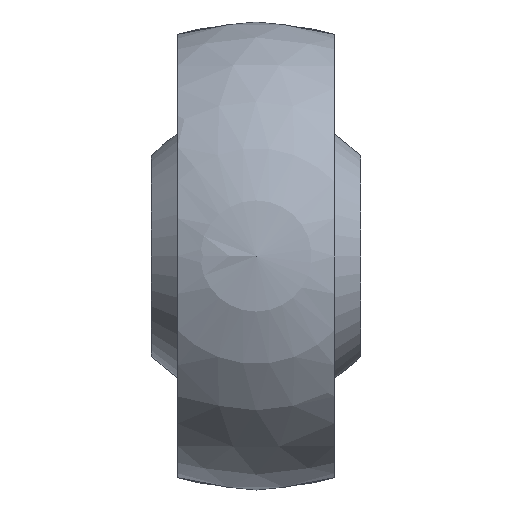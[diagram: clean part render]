
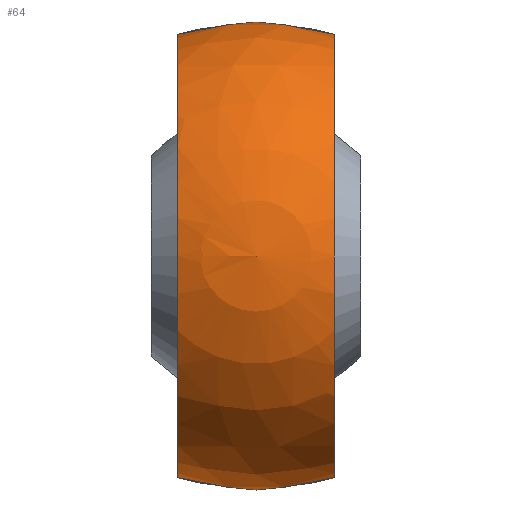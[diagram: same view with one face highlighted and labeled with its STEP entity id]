
A CAD part, left-side view. The second image highlights one B-rep face of the part: STEP entity #64.
In plain terms, the highlighted spherical face has radius 9 mm.
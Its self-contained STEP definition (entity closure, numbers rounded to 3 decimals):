
#64 = ADVANCED_FACE( '', ( #136, #137 ), #138, .T. );
#136 = FACE_BOUND( '', #206, .T. );
#137 = FACE_OUTER_BOUND( '', #207, .T. );
#138 = SPHERICAL_SURFACE( '', #208, 9. );
#206 = VERTEX_LOOP( '', #299 );
#207 = EDGE_LOOP( '', ( #300, #301, #302, #303 ) );
#208 = AXIS2_PLACEMENT_3D( '', #304, #305, #306 );
#299 = VERTEX_POINT( '', #357 );
#300 = ORIENTED_EDGE( '', *, *, #352, .F. );
#301 = ORIENTED_EDGE( '', *, *, #340, .T. );
#302 = ORIENTED_EDGE( '', *, *, #353, .F. );
#303 = ORIENTED_EDGE( '', *, *, #349, .T. );
#304 = CARTESIAN_POINT( '', ( 0., 0., 0. ) );
#305 = DIRECTION( '', ( 1., 0., 0. ) );
#306 = DIRECTION( '', ( 0., 1., 0. ) );
#340 = EDGE_CURVE( '', #383, #384, #386, .F. );
#349 = EDGE_CURVE( '', #399, #400, #401, .F. );
#352 = EDGE_CURVE( '', #383, #400, #404, .T. );
#353 = EDGE_CURVE( '', #399, #384, #405, .T. );
#357 = CARTESIAN_POINT( '', ( -9., 0., 0. ) );
#383 = VERTEX_POINT( '', #435 );
#384 = VERTEX_POINT( '', #436 );
#386 = CIRCLE( '', #449, 8.485 );
#399 = VERTEX_POINT( '', #462 );
#400 = VERTEX_POINT( '', #463 );
#401 = CIRCLE( '', #464, 8.485 );
#404 = CIRCLE( '', #478, 4.446 );
#405 = CIRCLE( '', #479, 4.446 );
#435 = CARTESIAN_POINT( '', ( 7.825, -3., -3.281 ) );
#436 = CARTESIAN_POINT( '', ( 7.825, -3., 3.281 ) );
#449 = AXIS2_PLACEMENT_3D( '', #511, #512, #513 );
#462 = CARTESIAN_POINT( '', ( 7.825, 3., 3.281 ) );
#463 = CARTESIAN_POINT( '', ( 7.825, 3., -3.281 ) );
#464 = AXIS2_PLACEMENT_3D( '', #526, #527, #528 );
#478 = AXIS2_PLACEMENT_3D( '', #529, #530, #531 );
#479 = AXIS2_PLACEMENT_3D( '', #532, #533, #534 );
#511 = CARTESIAN_POINT( '', ( 0., -3., 0. ) );
#512 = DIRECTION( '', ( 0., -1., 0. ) );
#513 = DIRECTION( '', ( 0., 0., -1. ) );
#526 = CARTESIAN_POINT( '', ( 0., 3., 0. ) );
#527 = DIRECTION( '', ( 0., 1., 0. ) );
#528 = DIRECTION( '', ( 0., 0., 1. ) );
#529 = CARTESIAN_POINT( '', ( 7.825, 0., 0. ) );
#530 = DIRECTION( '', ( 1., 0., 0. ) );
#531 = DIRECTION( '', ( 0., 0., -1. ) );
#532 = CARTESIAN_POINT( '', ( 7.825, 0., 0. ) );
#533 = DIRECTION( '', ( 1., 0., 0. ) );
#534 = DIRECTION( '', ( 0., 0., -1. ) );
